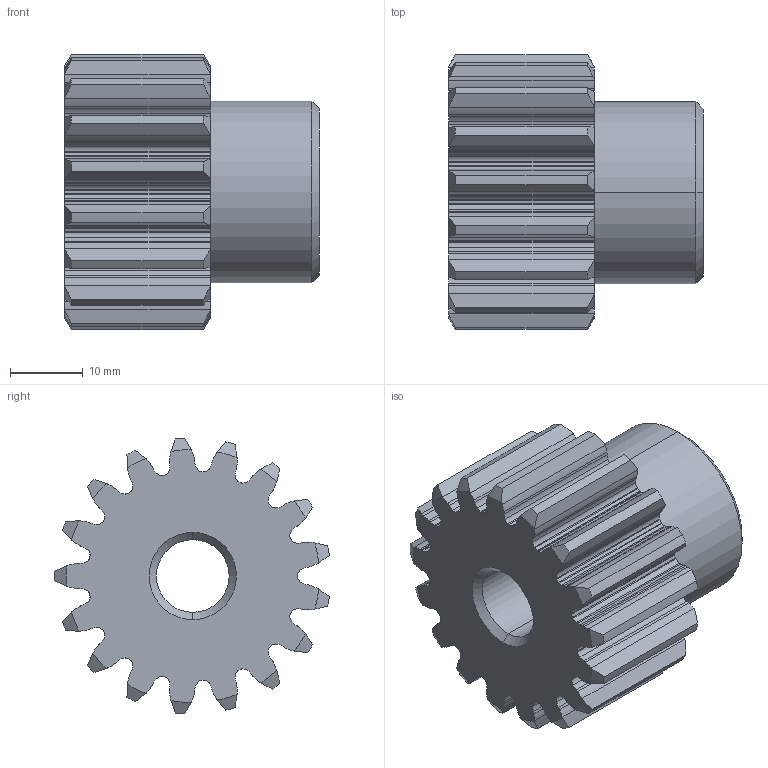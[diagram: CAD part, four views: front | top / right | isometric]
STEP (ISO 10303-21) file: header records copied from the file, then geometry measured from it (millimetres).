
FILE_DESCRIPTION(('HOOPS Exchange Step'),'2;1');
FILE_NAME('export-65BF64B9-C1B0-4C80-AA02-3C89EE87B652.stp','2024-07-01T10:47:31+02:00',('Engineering'),('Alibre'),'HOOPS Exchange 2023.0','Alibre','Unknown authorisation');
FILE_SCHEMA( ('AP242_MANAGED_MODEL_BASED_3D_ENGINEERING_MIM_LF {1 0 10303 442 1 1 4 }') );
Length unit declared in the file: millimetre
Products named in the file (1): 6882 Module 2 Pinion, with 17 teeth
Bounding box: 35 x 37.78 x 37.94 mm (x, y, z)
Volume: 22223.5 mm3; surface area: 7901.1 mm2
Topology: 1 solids, 1 shells, 305 faces, 900 edges, 598 vertices
Faces by surface type: cylinder 262, cone 40, plane 3
Entity records: 10621 total; most frequent: CARTESIAN_POINT 2021, DIRECTION 2002, ORIENTED_EDGE 1800, EDGE_CURVE 900, AXIS2_PLACEMENT_3D 867, VERTEX_POINT 598, CIRCLE 560, EDGE_LOOP 308
